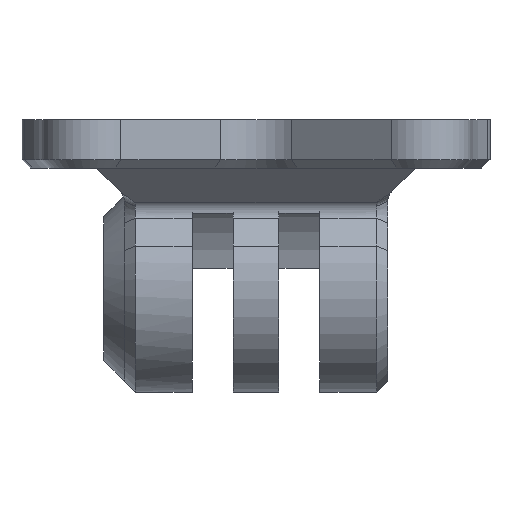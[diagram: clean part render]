
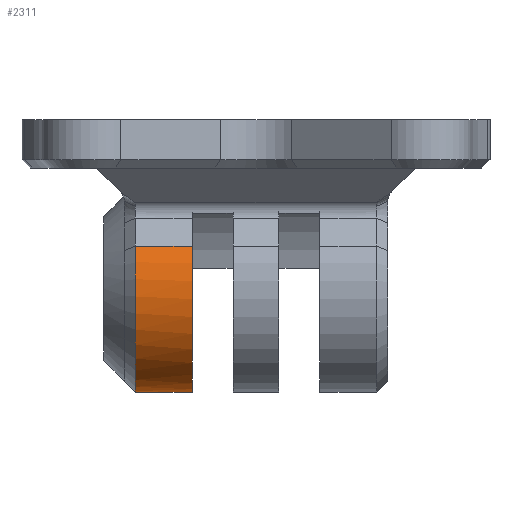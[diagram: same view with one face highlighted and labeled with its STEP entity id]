
A CAD part, front view. The second image highlights one B-rep face of the part: STEP entity #2311.
In plain terms, the highlighted cylindrical face has radius 7.5 mm (diameter 15 mm), a partial arc.
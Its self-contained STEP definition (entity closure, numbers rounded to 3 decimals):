
#6 = VECTOR ( 'NONE', #470, 1000. ) ;
#15 = DIRECTION ( 'NONE',  ( 0., 0., 1. ) ) ;
#184 = DIRECTION ( 'NONE',  ( 1., 0., 0. ) ) ;
#187 = VERTEX_POINT ( 'NONE', #2515 ) ;
#240 = CARTESIAN_POINT ( 'NONE',  ( -4.6, 9.657, -5.631 ) ) ;
#413 = FACE_OUTER_BOUND ( 'NONE', #537, .T. ) ;
#470 = DIRECTION ( 'NONE',  ( -1., 0., 0. ) ) ;
#537 = EDGE_LOOP ( 'NONE', ( #1218, #2759, #961, #1467, #3024 ) ) ;
#603 = EDGE_CURVE ( 'NONE', #1031, #1882, #3451, .T. ) ;
#640 = DIRECTION ( 'NONE',  ( 0., 0., 1. ) ) ;
#675 = LINE ( 'NONE', #1577, #6 ) ;
#720 = DIRECTION ( 'NONE',  ( -1., 0., 0. ) ) ;
#741 = CARTESIAN_POINT ( 'NONE',  ( -4.6, 23.343, -11.769 ) ) ;
#788 = CARTESIAN_POINT ( 'NONE',  ( -8.7, 16.5, -16.2 ) ) ;
#806 = CARTESIAN_POINT ( 'NONE',  ( -4.6, 16.5, -8.7 ) ) ;
#847 = AXIS2_PLACEMENT_3D ( 'NONE', #806, #3475, #15 ) ;
#961 = ORIENTED_EDGE ( 'NONE', *, *, #1916, .T. ) ;
#1026 = VERTEX_POINT ( 'NONE', #240 ) ;
#1031 = VERTEX_POINT ( 'NONE', #741 ) ;
#1197 = DIRECTION ( 'NONE',  ( 0., 0., 1. ) ) ;
#1218 = ORIENTED_EDGE ( 'NONE', *, *, #3464, .T. ) ;
#1464 = AXIS2_PLACEMENT_3D ( 'NONE', #1525, #184, #1197 ) ;
#1467 = ORIENTED_EDGE ( 'NONE', *, *, #603, .F. ) ;
#1482 = DIRECTION ( 'NONE',  ( -1., 0., 0. ) ) ;
#1525 = CARTESIAN_POINT ( 'NONE',  ( -8.7, 16.5, -8.7 ) ) ;
#1545 = EDGE_CURVE ( 'NONE', #1031, #1026, #2036, .T. ) ;
#1577 = CARTESIAN_POINT ( 'NONE',  ( 9.5, 9.657, -5.631 ) ) ;
#1599 = DIRECTION ( 'NONE',  ( 0., 0., 1. ) ) ;
#1737 = CYLINDRICAL_SURFACE ( 'NONE', #2495, 7.5 ) ;
#1830 = DIRECTION ( 'NONE',  ( 1., 0., 0. ) ) ;
#1882 = VERTEX_POINT ( 'NONE', #2587 ) ;
#1916 = EDGE_CURVE ( 'NONE', #2863, #1882, #2949, .T. ) ;
#2036 = CIRCLE ( 'NONE', #847, 7.5 ) ;
#2311 = ADVANCED_FACE ( 'NONE', ( #413 ), #1737, .T. ) ;
#2417 = VECTOR ( 'NONE', #720, 1000. ) ;
#2494 = CIRCLE ( 'NONE', #1464, 7.5 ) ;
#2495 = AXIS2_PLACEMENT_3D ( 'NONE', #3467, #1482, #640 ) ;
#2515 = CARTESIAN_POINT ( 'NONE',  ( -8.7, 9.657, -5.631 ) ) ;
#2587 = CARTESIAN_POINT ( 'NONE',  ( -8.7, 23.343, -11.769 ) ) ;
#2759 = ORIENTED_EDGE ( 'NONE', *, *, #3426, .T. ) ;
#2863 = VERTEX_POINT ( 'NONE', #788 ) ;
#2937 = CARTESIAN_POINT ( 'NONE',  ( -8.7, 16.5, -8.7 ) ) ;
#2949 = CIRCLE ( 'NONE', #3413, 7.5 ) ;
#3024 = ORIENTED_EDGE ( 'NONE', *, *, #1545, .T. ) ;
#3163 = CARTESIAN_POINT ( 'NONE',  ( 9.5, 23.343, -11.769 ) ) ;
#3413 = AXIS2_PLACEMENT_3D ( 'NONE', #2937, #1830, #1599 ) ;
#3426 = EDGE_CURVE ( 'NONE', #187, #2863, #2494, .T. ) ;
#3451 = LINE ( 'NONE', #3163, #2417 ) ;
#3464 = EDGE_CURVE ( 'NONE', #1026, #187, #675, .T. ) ;
#3467 = CARTESIAN_POINT ( 'NONE',  ( 9.5, 16.5, -8.7 ) ) ;
#3475 = DIRECTION ( 'NONE',  ( -1., 0., 0. ) ) ;
